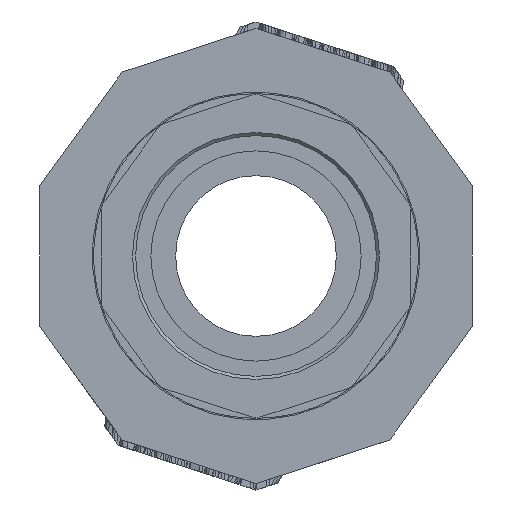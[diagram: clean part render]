
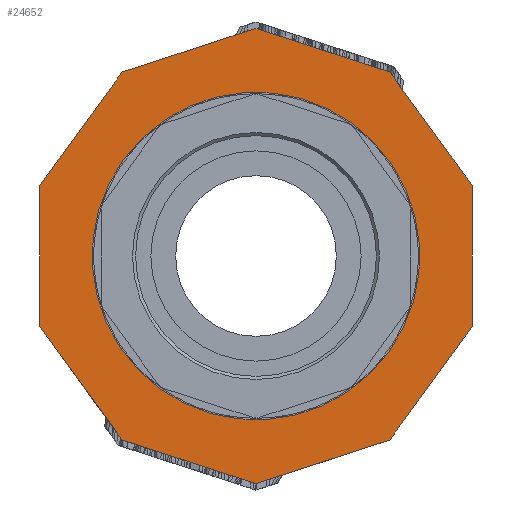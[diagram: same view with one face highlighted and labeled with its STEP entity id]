
A CAD part, left-side view. The second image highlights one B-rep face of the part: STEP entity #24652.
In plain terms, the highlighted planar face has unit normal (-1, 0, 0).
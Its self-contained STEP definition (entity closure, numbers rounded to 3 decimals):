
#3215=LINE('',#42816,#5539);
#3222=LINE('',#42830,#5546);
#3721=LINE('',#48265,#6045);
#3733=LINE('',#48299,#6057);
#3736=LINE('',#48303,#6060);
#3737=LINE('',#48307,#6061);
#3739=LINE('',#48311,#6063);
#3741=LINE('',#48315,#6065);
#3743=LINE('',#48318,#6067);
#3744=LINE('',#48320,#6068);
#5539=VECTOR('',#28747,10.);
#5546=VECTOR('',#28760,10.);
#6045=VECTOR('',#29543,10.);
#6057=VECTOR('',#29579,10.);
#6060=VECTOR('',#29584,10.);
#6061=VECTOR('',#29589,10.);
#6063=VECTOR('',#29593,10.);
#6065=VECTOR('',#29597,10.);
#6067=VECTOR('',#29601,10.);
#6068=VECTOR('',#29604,10.);
#6817=PLANE('',#25532);
#6961=FACE_BOUND('',#9629,.T.);
#8226=FACE_OUTER_BOUND('',#9628,.T.);
#9628=EDGE_LOOP('',(#22044,#22045,#22046,#22047,#22048,#22049,#22050,#22051,
#22052,#22053));
#9629=EDGE_LOOP('',(#22054));
#9755=CIRCLE('',#25523,26.5);
#11462=VERTEX_POINT('',#42813);
#11463=VERTEX_POINT('',#42815);
#11467=VERTEX_POINT('',#42828);
#11998=VERTEX_POINT('',#48262);
#11999=VERTEX_POINT('',#48264);
#12007=VERTEX_POINT('',#48294);
#12008=VERTEX_POINT('',#48297);
#12009=VERTEX_POINT('',#48298);
#12010=VERTEX_POINT('',#48306);
#12011=VERTEX_POINT('',#48310);
#12012=VERTEX_POINT('',#48314);
#14543=EDGE_CURVE('',#11463,#11462,#3215,.T.);
#14550=EDGE_CURVE('',#11462,#11467,#3222,.T.);
#15345=EDGE_CURVE('',#11999,#11998,#3721,.T.);
#15357=EDGE_CURVE('',#12007,#12007,#9755,.T.);
#15358=EDGE_CURVE('',#12008,#12009,#3733,.T.);
#15361=EDGE_CURVE('',#12009,#11463,#3736,.T.);
#15362=EDGE_CURVE('',#11467,#12010,#3737,.T.);
#15364=EDGE_CURVE('',#12010,#12011,#3739,.T.);
#15366=EDGE_CURVE('',#12011,#12012,#3741,.T.);
#15368=EDGE_CURVE('',#12012,#11999,#3743,.T.);
#15369=EDGE_CURVE('',#11998,#12008,#3744,.T.);
#22044=ORIENTED_EDGE('',*,*,#15369,.T.);
#22045=ORIENTED_EDGE('',*,*,#15358,.T.);
#22046=ORIENTED_EDGE('',*,*,#15361,.T.);
#22047=ORIENTED_EDGE('',*,*,#14543,.T.);
#22048=ORIENTED_EDGE('',*,*,#14550,.T.);
#22049=ORIENTED_EDGE('',*,*,#15362,.T.);
#22050=ORIENTED_EDGE('',*,*,#15364,.T.);
#22051=ORIENTED_EDGE('',*,*,#15366,.T.);
#22052=ORIENTED_EDGE('',*,*,#15368,.T.);
#22053=ORIENTED_EDGE('',*,*,#15345,.T.);
#22054=ORIENTED_EDGE('',*,*,#15357,.T.);
#24652=ADVANCED_FACE('',(#8226,#6961),#6817,.F.);
#25523=AXIS2_PLACEMENT_3D('',#48295,#29575,#29576);
#25532=AXIS2_PLACEMENT_3D('',#48321,#29605,#29606);
#28747=DIRECTION('',(0.,-0.588,-0.809));
#28760=DIRECTION('',(0.,-0.951,-0.309));
#29543=DIRECTION('',(0.,0.951,0.309));
#29575=DIRECTION('center_axis',(1.,0.,0.));
#29576=DIRECTION('ref_axis',(0.,0.809,0.588));
#29579=DIRECTION('',(0.,0.588,-0.809));
#29584=DIRECTION('',(0.,0.,-1.));
#29589=DIRECTION('',(0.,-0.951,0.309));
#29593=DIRECTION('',(0.,-0.588,0.809));
#29597=DIRECTION('',(0.,0.,1.));
#29601=DIRECTION('',(0.,0.588,0.809));
#29604=DIRECTION('',(0.,0.951,-0.309));
#29605=DIRECTION('center_axis',(1.,0.,0.));
#29606=DIRECTION('ref_axis',(0.,0.809,0.588));
#42813=CARTESIAN_POINT('',(-8.5,21.631,-29.773));
#42815=CARTESIAN_POINT('',(-8.5,35.,-11.372));
#42816=CARTESIAN_POINT('',(-8.5,35.,-11.372));
#42828=CARTESIAN_POINT('',(-8.5,0.,-36.801));
#42830=CARTESIAN_POINT('',(-8.5,21.631,-29.773));
#48262=CARTESIAN_POINT('',(-8.5,0.,36.801));
#48264=CARTESIAN_POINT('',(-8.5,-21.631,29.773));
#48265=CARTESIAN_POINT('',(-8.5,-21.631,29.773));
#48294=CARTESIAN_POINT('',(-8.5,-21.439,-15.576));
#48295=CARTESIAN_POINT('Origin',(-8.5,0.,0.));
#48297=CARTESIAN_POINT('',(-8.5,21.631,29.773));
#48298=CARTESIAN_POINT('',(-8.5,35.,11.372));
#48299=CARTESIAN_POINT('',(-8.5,21.631,29.773));
#48303=CARTESIAN_POINT('',(-8.5,35.,11.372));
#48306=CARTESIAN_POINT('',(-8.5,-21.631,-29.773));
#48307=CARTESIAN_POINT('',(-8.5,0.,-36.801));
#48310=CARTESIAN_POINT('',(-8.5,-35.,-11.372));
#48311=CARTESIAN_POINT('',(-8.5,-21.631,-29.773));
#48314=CARTESIAN_POINT('',(-8.5,-35.,11.372));
#48315=CARTESIAN_POINT('',(-8.5,-35.,-11.372));
#48318=CARTESIAN_POINT('',(-8.5,-35.,11.372));
#48320=CARTESIAN_POINT('',(-8.5,0.,36.801));
#48321=CARTESIAN_POINT('Origin',(-8.5,0.,0.));
